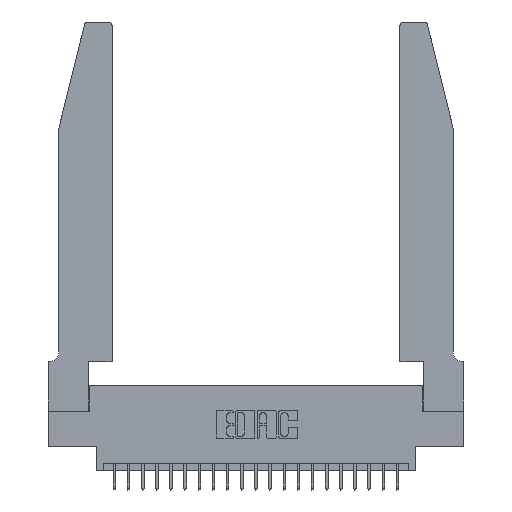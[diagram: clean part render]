
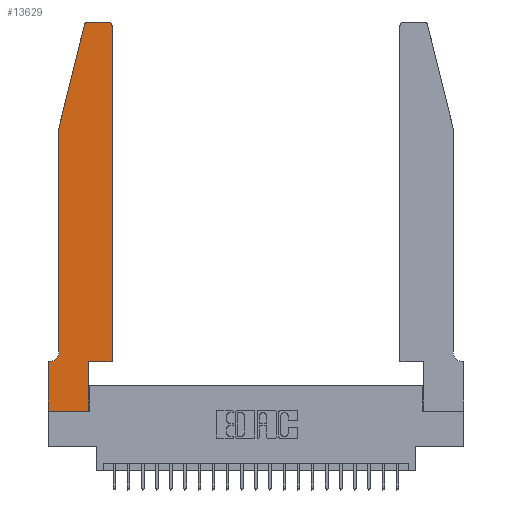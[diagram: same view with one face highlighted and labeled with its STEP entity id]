
A CAD part, top view. The second image highlights one B-rep face of the part: STEP entity #13629.
In plain terms, the highlighted planar face has unit normal (0, 0, 1).
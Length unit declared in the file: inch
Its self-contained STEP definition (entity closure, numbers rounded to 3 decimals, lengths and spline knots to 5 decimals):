
#199 = CIRCLE ( 'NONE', #22999, 0.03 ) ;
#207 = LINE ( 'NONE', #22720, #15207 ) ;
#687 = CARTESIAN_POINT ( 'NONE',  ( 0.0055, 0.42, 0.37 ) ) ;
#742 = DIRECTION ( 'NONE',  ( 0., -1., 0. ) ) ;
#805 = DIRECTION ( 'NONE',  ( -1., 0., 0. ) ) ;
#1073 = EDGE_CURVE ( 'NONE', #1527, #23614, #199, .T. ) ;
#1078 = ORIENTED_EDGE ( 'NONE', *, *, #11436, .T. ) ;
#1238 = CARTESIAN_POINT ( 'NONE',  ( 0., 0., 0.37 ) ) ;
#1527 = VERTEX_POINT ( 'NONE', #7480 ) ;
#2324 = CARTESIAN_POINT ( 'NONE',  ( 0.2865, 0.35, 0.37 ) ) ;
#2417 = DIRECTION ( 'NONE',  ( 0., 1., 0. ) ) ;
#3116 = VERTEX_POINT ( 'NONE', #7930 ) ;
#3127 = VERTEX_POINT ( 'NONE', #2324 ) ;
#3131 = CARTESIAN_POINT ( 'NONE',  ( 0., 0., 0.37 ) ) ;
#3482 = CARTESIAN_POINT ( 'NONE',  ( 0.0755, 0.42, 0.37 ) ) ;
#3595 = CARTESIAN_POINT ( 'NONE',  ( 0.284, 2.72, 0.37 ) ) ;
#3911 = VERTEX_POINT ( 'NONE', #20243 ) ;
#4244 = EDGE_CURVE ( 'NONE', #10908, #6264, #17121, .T. ) ;
#4246 = VERTEX_POINT ( 'NONE', #10923 ) ;
#4469 = ORIENTED_EDGE ( 'NONE', *, *, #11361, .T. ) ;
#4489 = LINE ( 'NONE', #22835, #5332 ) ;
#4760 = EDGE_CURVE ( 'NONE', #5838, #3127, #11019, .T. ) ;
#5145 = CARTESIAN_POINT ( 'NONE',  ( 0.25487, 2.72718, 0.37 ) ) ;
#5191 = CARTESIAN_POINT ( 'NONE',  ( 0., 0.35, 0.37 ) ) ;
#5248 = LINE ( 'NONE', #11092, #19660 ) ;
#5332 = VECTOR ( 'NONE', #805, 39.37008 ) ;
#5383 = CARTESIAN_POINT ( 'NONE',  ( 0.0755, 2., 0.37 ) ) ;
#5608 = VERTEX_POINT ( 'NONE', #9800 ) ;
#5740 = LINE ( 'NONE', #20659, #10974 ) ;
#5838 = VERTEX_POINT ( 'NONE', #16180 ) ;
#5879 = ORIENTED_EDGE ( 'NONE', *, *, #11505, .T. ) ;
#6264 = VERTEX_POINT ( 'NONE', #5145 ) ;
#6501 = EDGE_CURVE ( 'NONE', #3127, #4246, #207, .T. ) ;
#6534 = AXIS2_PLACEMENT_3D ( 'NONE', #3595, #10661, #20084 ) ;
#6837 = DIRECTION ( 'NONE',  ( 1., 0., 0. ) ) ;
#7198 = LINE ( 'NONE', #5383, #23168 ) ;
#7285 = LINE ( 'NONE', #16961, #14590 ) ;
#7348 = CARTESIAN_POINT ( 'NONE',  ( 0.2865, 0.35, 0.37 ) ) ;
#7369 = CARTESIAN_POINT ( 'NONE',  ( 0.284, 2.75, 0.37 ) ) ;
#7480 = CARTESIAN_POINT ( 'NONE',  ( 0.4505, 2.72, 0.37 ) ) ;
#7903 = DIRECTION ( 'NONE',  ( 0., 0., -1. ) ) ;
#7930 = CARTESIAN_POINT ( 'NONE',  ( 0., 0., 0.37 ) ) ;
#8823 = AXIS2_PLACEMENT_3D ( 'NONE', #687, #7903, #21120 ) ;
#8875 = EDGE_CURVE ( 'NONE', #5608, #19655, #7198, .T. ) ;
#8956 = AXIS2_PLACEMENT_3D ( 'NONE', #5191, #14503, #18190 ) ;
#9800 = CARTESIAN_POINT ( 'NONE',  ( 0.0755, 2., 0.37 ) ) ;
#10652 = FACE_OUTER_BOUND ( 'NONE', #12423, .T. ) ;
#10661 = DIRECTION ( 'NONE',  ( 0., 0., 1. ) ) ;
#10908 = VERTEX_POINT ( 'NONE', #7369 ) ;
#10923 = CARTESIAN_POINT ( 'NONE',  ( 0.4505, 0.35, 0.37 ) ) ;
#10974 = VECTOR ( 'NONE', #16649, 39.37008 ) ;
#11001 = DIRECTION ( 'NONE',  ( 0., -1., 0. ) ) ;
#11019 = LINE ( 'NONE', #7348, #23806 ) ;
#11092 = CARTESIAN_POINT ( 'NONE',  ( 0.0755, 2., 0.37 ) ) ;
#11299 = ORIENTED_EDGE ( 'NONE', *, *, #19239, .T. ) ;
#11361 = EDGE_CURVE ( 'NONE', #23614, #10908, #4489, .T. ) ;
#11436 = EDGE_CURVE ( 'NONE', #19655, #3911, #16282, .T. ) ;
#11468 = VERTEX_POINT ( 'NONE', #11809 ) ;
#11505 = EDGE_CURVE ( 'NONE', #3116, #5838, #23414, .T. ) ;
#11809 = CARTESIAN_POINT ( 'NONE',  ( 0., 0.35, 0.37 ) ) ;
#12416 = VECTOR ( 'NONE', #742, 39.37008 ) ;
#12423 = EDGE_LOOP ( 'NONE', ( #4469, #22410, #15969, #22405, #1078, #22114, #15667, #5879, #18252, #22320, #11299, #19461 ) ) ;
#12511 = EDGE_CURVE ( 'NONE', #11468, #3116, #21543, .T. ) ;
#12707 = CARTESIAN_POINT ( 'NONE',  ( 0.4205, 2.75, 0.37 ) ) ;
#13629 = ADVANCED_FACE ( 'NONE', ( #10652 ), #21677, .T. ) ;
#14043 = DIRECTION ( 'NONE',  ( 1., 0., 0. ) ) ;
#14503 = DIRECTION ( 'NONE',  ( 0., 0., 1. ) ) ;
#14590 = VECTOR ( 'NONE', #14790, 39.37008 ) ;
#14600 = DIRECTION ( 'NONE',  ( 0., 0., 1. ) ) ;
#14790 = DIRECTION ( 'NONE',  ( 0., 1., 0. ) ) ;
#15104 = VECTOR ( 'NONE', #14043, 39.37008 ) ;
#15207 = VECTOR ( 'NONE', #21243, 39.37008 ) ;
#15575 = EDGE_CURVE ( 'NONE', #3911, #11468, #5740, .T. ) ;
#15667 = ORIENTED_EDGE ( 'NONE', *, *, #12511, .T. ) ;
#15934 = EDGE_CURVE ( 'NONE', #6264, #5608, #5248, .T. ) ;
#15969 = ORIENTED_EDGE ( 'NONE', *, *, #15934, .T. ) ;
#16180 = CARTESIAN_POINT ( 'NONE',  ( 0.2865, 0., 0.37 ) ) ;
#16282 = CIRCLE ( 'NONE', #8823, 0.07 ) ;
#16411 = CARTESIAN_POINT ( 'NONE',  ( 0.4205, 2.72, 0.37 ) ) ;
#16649 = DIRECTION ( 'NONE',  ( -1., 0., 0. ) ) ;
#16961 = CARTESIAN_POINT ( 'NONE',  ( 0.4505, 0.35, 0.37 ) ) ;
#17121 = CIRCLE ( 'NONE', #6534, 0.03 ) ;
#18190 = DIRECTION ( 'NONE',  ( 1., 0., 0. ) ) ;
#18252 = ORIENTED_EDGE ( 'NONE', *, *, #4760, .T. ) ;
#18746 = DIRECTION ( 'NONE',  ( -0.239, -0.971, 0. ) ) ;
#19239 = EDGE_CURVE ( 'NONE', #4246, #1527, #7285, .T. ) ;
#19461 = ORIENTED_EDGE ( 'NONE', *, *, #1073, .T. ) ;
#19655 = VERTEX_POINT ( 'NONE', #3482 ) ;
#19660 = VECTOR ( 'NONE', #18746, 39.37008 ) ;
#20084 = DIRECTION ( 'NONE',  ( 1., 0., 0. ) ) ;
#20243 = CARTESIAN_POINT ( 'NONE',  ( 0.0055, 0.35, 0.37 ) ) ;
#20659 = CARTESIAN_POINT ( 'NONE',  ( 0.0755, 0.35, 0.37 ) ) ;
#21120 = DIRECTION ( 'NONE',  ( -1., 0., 0. ) ) ;
#21243 = DIRECTION ( 'NONE',  ( 1., 0., 0. ) ) ;
#21543 = LINE ( 'NONE', #1238, #12416 ) ;
#21677 = PLANE ( 'NONE',  #8956 ) ;
#22114 = ORIENTED_EDGE ( 'NONE', *, *, #15575, .T. ) ;
#22320 = ORIENTED_EDGE ( 'NONE', *, *, #6501, .T. ) ;
#22405 = ORIENTED_EDGE ( 'NONE', *, *, #8875, .T. ) ;
#22410 = ORIENTED_EDGE ( 'NONE', *, *, #4244, .T. ) ;
#22720 = CARTESIAN_POINT ( 'NONE',  ( 0.4505, 0.35, 0.37 ) ) ;
#22835 = CARTESIAN_POINT ( 'NONE',  ( 0.2605, 2.75, 0.37 ) ) ;
#22999 = AXIS2_PLACEMENT_3D ( 'NONE', #16411, #14600, #6837 ) ;
#23168 = VECTOR ( 'NONE', #11001, 39.37008 ) ;
#23414 = LINE ( 'NONE', #3131, #15104 ) ;
#23614 = VERTEX_POINT ( 'NONE', #12707 ) ;
#23806 = VECTOR ( 'NONE', #2417, 39.37008 ) ;
